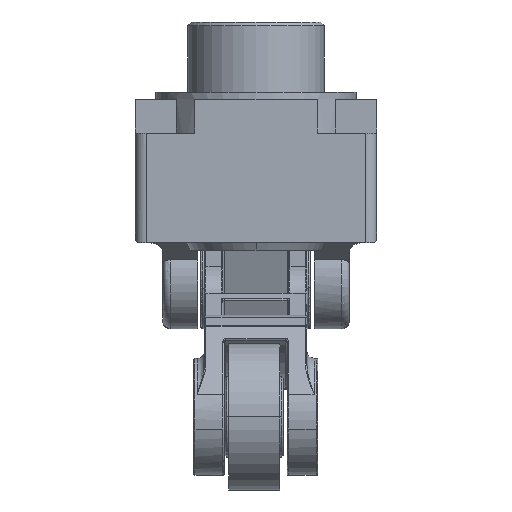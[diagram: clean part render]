
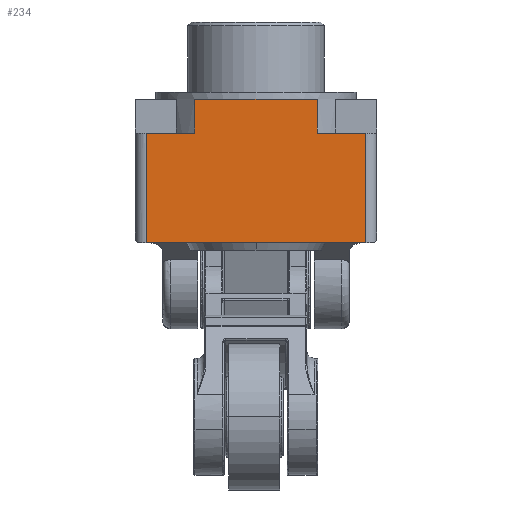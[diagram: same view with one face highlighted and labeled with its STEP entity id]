
A CAD part, front view. The second image highlights one B-rep face of the part: STEP entity #234.
In plain terms, the highlighted planar face has unit normal (0, -1, 0).
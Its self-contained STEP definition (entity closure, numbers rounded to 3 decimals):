
#234=ADVANCED_FACE('',(#768),#769,.T.);
#768=FACE_OUTER_BOUND('',#1483,.T.);
#769=PLANE('',#1484);
#1483=EDGE_LOOP('',(#4288,#4289,#4290,#4291,#4292,#4293,#4294,#4295));
#1484=AXIS2_PLACEMENT_3D('',#4296,#4297,#4298);
#4288=ORIENTED_EDGE('',*,*,#5853,.T.);
#4289=ORIENTED_EDGE('',*,*,#6025,.F.);
#4290=ORIENTED_EDGE('',*,*,#5936,.F.);
#4291=ORIENTED_EDGE('',*,*,#6026,.F.);
#4292=ORIENTED_EDGE('',*,*,#5902,.F.);
#4293=ORIENTED_EDGE('',*,*,#6027,.T.);
#4294=ORIENTED_EDGE('',*,*,#5929,.F.);
#4295=ORIENTED_EDGE('',*,*,#5915,.T.);
#4296=CARTESIAN_POINT('',(-16.5,-16.5,0.0));
#4297=DIRECTION('',(0.0,-1.0,0.0));
#4298=DIRECTION('',(0.0,0.0,-1.0));
#5853=EDGE_CURVE('',#6879,#6877,#6880,.T.);
#5902=EDGE_CURVE('',#6944,#6945,#6946,.T.);
#5915=EDGE_CURVE('',#6965,#6879,#6966,.T.);
#5929=EDGE_CURVE('',#6965,#6988,#6989,.T.);
#5936=EDGE_CURVE('',#6997,#6999,#7000,.T.);
#6025=EDGE_CURVE('',#6999,#6877,#7113,.T.);
#6026=EDGE_CURVE('',#6945,#6997,#7114,.T.);
#6027=EDGE_CURVE('',#6944,#6988,#7115,.T.);
#6877=VERTEX_POINT('',#8319);
#6879=VERTEX_POINT('',#8321);
#6880=LINE('',#8322,#8323);
#6944=VERTEX_POINT('',#8401);
#6945=VERTEX_POINT('',#8402);
#6946=LINE('',#8403,#8404);
#6965=VERTEX_POINT('',#8453);
#6966=LINE('',#8454,#8455);
#6988=VERTEX_POINT('',#8485);
#6989=LINE('',#8486,#8487);
#6997=VERTEX_POINT('',#8499);
#6999=VERTEX_POINT('',#8502);
#7000=LINE('',#8503,#8504);
#7113=LINE('',#8764,#8765);
#7114=LINE('',#8766,#8767);
#7115=LINE('',#8768,#8769);
#8319=CARTESIAN_POINT('',(15.0,-16.5,0.0));
#8321=CARTESIAN_POINT('',(-15.0,-16.5,0.0));
#8322=CARTESIAN_POINT('',(-15.0,-16.5,0.0));
#8323=VECTOR('',#10526,30.0);
#8401=CARTESIAN_POINT('',(-8.4,-16.5,19.6));
#8402=CARTESIAN_POINT('',(8.4,-16.5,19.6));
#8403=CARTESIAN_POINT('',(-8.4,-16.5,19.6));
#8404=VECTOR('',#10643,16.8);
#8453=CARTESIAN_POINT('',(-15.0,-16.5,15.0));
#8454=CARTESIAN_POINT('',(-15.0,-16.5,15.0));
#8455=VECTOR('',#10654,15.0);
#8485=CARTESIAN_POINT('',(-8.4,-16.5,15.0));
#8486=CARTESIAN_POINT('',(-15.0,-16.5,15.0));
#8487=VECTOR('',#10678,6.6);
#8499=CARTESIAN_POINT('',(8.4,-16.5,15.0));
#8502=CARTESIAN_POINT('',(15.0,-16.5,15.0));
#8503=CARTESIAN_POINT('',(8.4,-16.5,15.0));
#8504=VECTOR('',#10687,6.6);
#8764=CARTESIAN_POINT('',(15.0,-16.5,15.0));
#8765=VECTOR('',#10836,15.0);
#8766=CARTESIAN_POINT('',(8.4,-16.5,19.6));
#8767=VECTOR('',#10837,4.6);
#8768=CARTESIAN_POINT('',(-8.4,-16.5,19.6));
#8769=VECTOR('',#10838,4.6);
#10526=DIRECTION('',(1.0,0.0,0.0));
#10643=DIRECTION('',(1.0,0.0,0.0));
#10654=DIRECTION('',(0.0,0.0,-1.0));
#10678=DIRECTION('',(1.0,0.0,0.0));
#10687=DIRECTION('',(1.0,0.0,0.0));
#10836=DIRECTION('',(0.0,0.0,-1.0));
#10837=DIRECTION('',(0.0,0.0,-1.0));
#10838=DIRECTION('',(0.0,0.0,-1.0));
